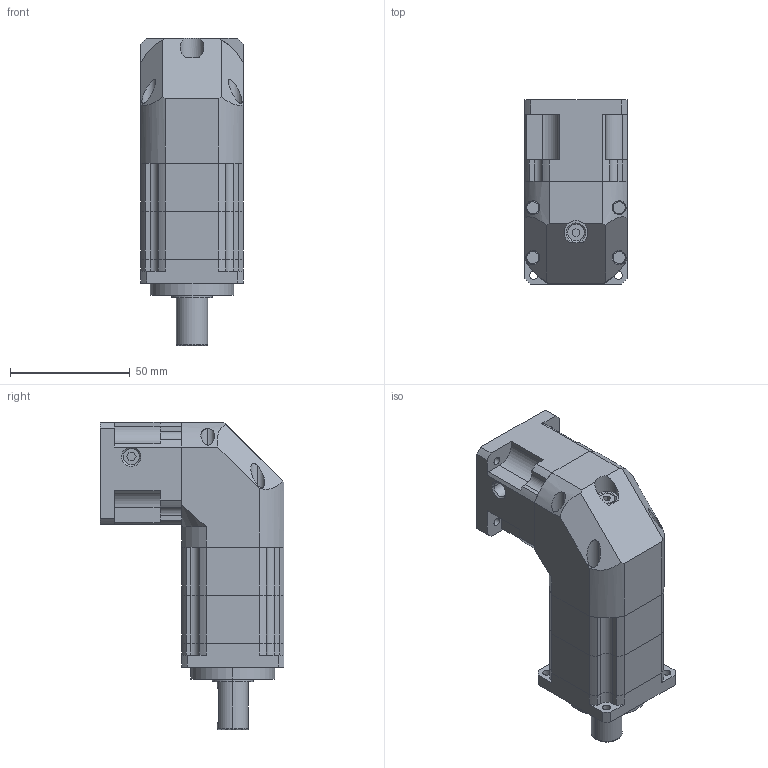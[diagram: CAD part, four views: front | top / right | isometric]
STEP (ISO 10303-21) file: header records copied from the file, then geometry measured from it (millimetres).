
FILE_DESCRIPTION (( 'STEP AP203' ), '1' );
FILE_NAME ('RVB42-L2-(A)-S2-P1-(5-25-22-3.4-F31).STEP', '2020-03-21T09:35:05', ( '微软用户' ), ( '微软中国' ), 'SwSTEP 2.0', 'SolidWorks 2014', '' );
FILE_SCHEMA (( 'CONFIG_CONTROL_DESIGN' ));
Length unit declared in the file: millimetre
Products named in the file (6): HVB42-齿圈; RVB42-L2-(A)-S2-P1-(5-25-22-3.4-F31); 粣杶8-5; HVB42-怀堤傷-13粣; RVB42-蛌褒眊极; HVB42-输入法兰-8-25-22-3.4-F31
Assembly tree (6 placements, depth 2):
  RVB42-L2-(A)-S2-P1-(5-25-22-3.4-F31)
    HVB42-怀堤傷-13粣
    RVB42-蛌褒眊极
    HVB42-输入法兰-8-25-22-3.4-F31
    粣杶8-5
    HVB42-齿圈  x2
Bounding box: 42.6 x 76.6 x 128 mm (x, y, z)
Volume: 174259.8 mm3; surface area: 51174.5 mm2
Topology: 6 solids, 6 shells, 473 faces, 1188 edges, 781 vertices
Faces by surface type: plane 236, cylinder 211, cone 24, torus 2
Entity records: 14521 total; most frequent: CARTESIAN_POINT 2838, DIRECTION 2389, ORIENTED_EDGE 2228, EDGE_CURVE 1114, AXIS2_PLACEMENT_3D 868, VERTEX_POINT 733, VECTOR 653, LINE 653
